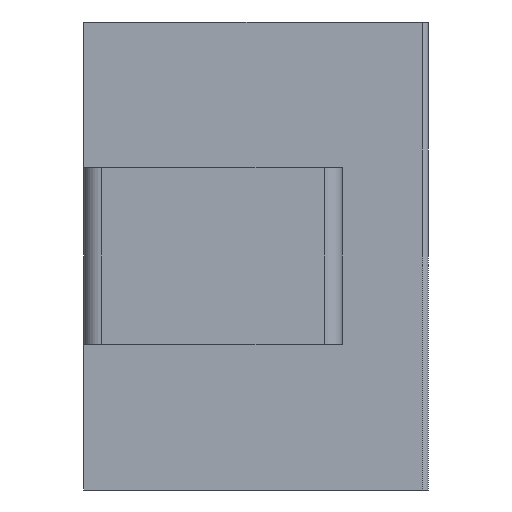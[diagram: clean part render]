
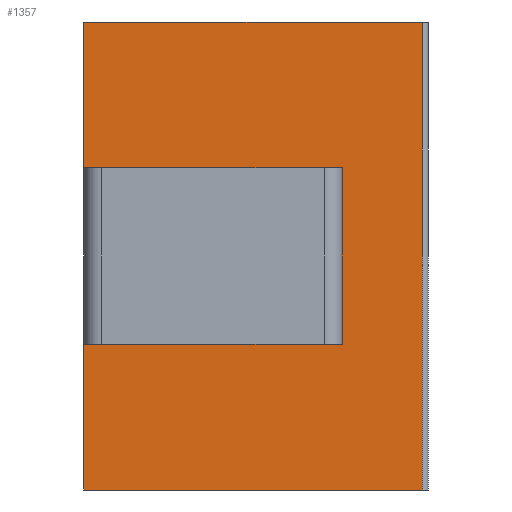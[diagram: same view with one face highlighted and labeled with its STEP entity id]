
A CAD part, left-side view. The second image highlights one B-rep face of the part: STEP entity #1357.
In plain terms, the highlighted planar face has unit normal (-1, 0, 0).
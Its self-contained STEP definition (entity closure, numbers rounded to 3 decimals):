
#63 = EDGE_LOOP ( 'NONE', ( #430, #1572, #429, #1264, #879, #397, #924, #947 ) ) ;
#66 = DIRECTION ( 'NONE',  ( 0., -1., 0. ) ) ;
#70 = CARTESIAN_POINT ( 'NONE',  ( -3.05, 3.9, 2.65 ) ) ;
#102 = LINE ( 'NONE', #341, #417 ) ;
#187 = CARTESIAN_POINT ( 'NONE',  ( -3.05, 0.975, -1. ) ) ;
#189 = CARTESIAN_POINT ( 'NONE',  ( -3.05, 3.9, 2.65 ) ) ;
#193 = VECTOR ( 'NONE', #1674, 1000. ) ;
#198 = CARTESIAN_POINT ( 'NONE',  ( -3.05, 0.068, -2.65 ) ) ;
#223 = VERTEX_POINT ( 'NONE', #835 ) ;
#264 = LINE ( 'NONE', #1345, #1325 ) ;
#288 = EDGE_CURVE ( 'NONE', #1132, #628, #425, .T. ) ;
#316 = DIRECTION ( 'NONE',  ( 0., 0., -1. ) ) ;
#341 = CARTESIAN_POINT ( 'NONE',  ( -3.05, 0.975, -1. ) ) ;
#397 = ORIENTED_EDGE ( 'NONE', *, *, #1414, .T. ) ;
#417 = VECTOR ( 'NONE', #482, 1000. ) ;
#425 = LINE ( 'NONE', #70, #193 ) ;
#427 = DIRECTION ( 'NONE',  ( 0., 0., -1. ) ) ;
#429 = ORIENTED_EDGE ( 'NONE', *, *, #690, .T. ) ;
#430 = ORIENTED_EDGE ( 'NONE', *, *, #288, .T. ) ;
#482 = DIRECTION ( 'NONE',  ( 0., 0., -1. ) ) ;
#485 = VECTOR ( 'NONE', #1716, 1000. ) ;
#537 = EDGE_CURVE ( 'NONE', #1628, #876, #1881, .T. ) ;
#563 = PLANE ( 'NONE',  #2059 ) ;
#577 = FACE_OUTER_BOUND ( 'NONE', #63, .T. ) ;
#615 = EDGE_CURVE ( 'NONE', #1601, #1504, #858, .T. ) ;
#628 = VERTEX_POINT ( 'NONE', #1144 ) ;
#652 = DIRECTION ( 'NONE',  ( 0., 0., -1. ) ) ;
#690 = EDGE_CURVE ( 'NONE', #223, #883, #102, .T. ) ;
#738 = CARTESIAN_POINT ( 'NONE',  ( -3.05, 0.068, 2.65 ) ) ;
#743 = LINE ( 'NONE', #2044, #1605 ) ;
#778 = CARTESIAN_POINT ( 'NONE',  ( -3.05, 0.068, 2.65 ) ) ;
#835 = CARTESIAN_POINT ( 'NONE',  ( -3.05, 0.975, 1. ) ) ;
#858 = LINE ( 'NONE', #189, #1949 ) ;
#876 = VERTEX_POINT ( 'NONE', #198 ) ;
#879 = ORIENTED_EDGE ( 'NONE', *, *, #615, .T. ) ;
#883 = VERTEX_POINT ( 'NONE', #187 ) ;
#893 = DIRECTION ( 'NONE',  ( 1., 0., 0. ) ) ;
#924 = ORIENTED_EDGE ( 'NONE', *, *, #537, .F. ) ;
#947 = ORIENTED_EDGE ( 'NONE', *, *, #1306, .F. ) ;
#1075 = EDGE_CURVE ( 'NONE', #628, #223, #264, .T. ) ;
#1132 = VERTEX_POINT ( 'NONE', #1663 ) ;
#1144 = CARTESIAN_POINT ( 'NONE',  ( -3.05, 3.9, 1. ) ) ;
#1223 = VECTOR ( 'NONE', #1692, 1000. ) ;
#1264 = ORIENTED_EDGE ( 'NONE', *, *, #1862, .T. ) ;
#1306 = EDGE_CURVE ( 'NONE', #1132, #1628, #1786, .T. ) ;
#1314 = CARTESIAN_POINT ( 'NONE',  ( -3.05, 0.068, 2.65 ) ) ;
#1325 = VECTOR ( 'NONE', #66, 1000. ) ;
#1345 = CARTESIAN_POINT ( 'NONE',  ( -3.05, 0.975, 1. ) ) ;
#1357 = ADVANCED_FACE ( 'NONE', ( #577 ), #563, .F. ) ;
#1414 = EDGE_CURVE ( 'NONE', #1504, #876, #2018, .T. ) ;
#1456 = VECTOR ( 'NONE', #316, 1000. ) ;
#1466 = CARTESIAN_POINT ( 'NONE',  ( -3.05, 3.9, -1. ) ) ;
#1504 = VERTEX_POINT ( 'NONE', #2034 ) ;
#1546 = DIRECTION ( 'NONE',  ( 0., 1., 0. ) ) ;
#1572 = ORIENTED_EDGE ( 'NONE', *, *, #1075, .T. ) ;
#1601 = VERTEX_POINT ( 'NONE', #1466 ) ;
#1605 = VECTOR ( 'NONE', #1546, 1000. ) ;
#1628 = VERTEX_POINT ( 'NONE', #1314 ) ;
#1663 = CARTESIAN_POINT ( 'NONE',  ( -3.05, 3.9, 2.65 ) ) ;
#1674 = DIRECTION ( 'NONE',  ( 0., 0., -1. ) ) ;
#1692 = DIRECTION ( 'NONE',  ( 0., -1., 0. ) ) ;
#1716 = DIRECTION ( 'NONE',  ( 0., -1., 0. ) ) ;
#1786 = LINE ( 'NONE', #1861, #1223 ) ;
#1861 = CARTESIAN_POINT ( 'NONE',  ( -3.05, 0.068, 2.65 ) ) ;
#1862 = EDGE_CURVE ( 'NONE', #883, #1601, #743, .T. ) ;
#1881 = LINE ( 'NONE', #778, #1456 ) ;
#1949 = VECTOR ( 'NONE', #652, 1000. ) ;
#2018 = LINE ( 'NONE', #2023, #485 ) ;
#2023 = CARTESIAN_POINT ( 'NONE',  ( -3.05, 0.068, -2.65 ) ) ;
#2034 = CARTESIAN_POINT ( 'NONE',  ( -3.05, 3.9, -2.65 ) ) ;
#2044 = CARTESIAN_POINT ( 'NONE',  ( -3.05, 0.975, -1. ) ) ;
#2059 = AXIS2_PLACEMENT_3D ( 'NONE', #738, #893, #427 ) ;
